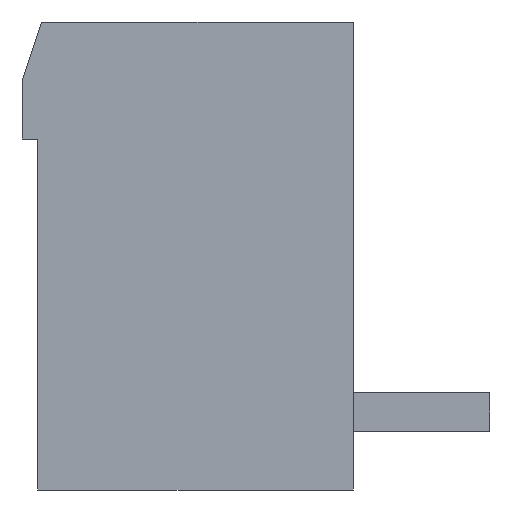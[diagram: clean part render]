
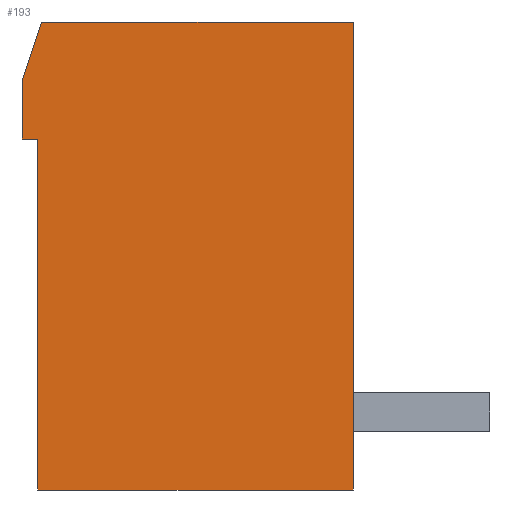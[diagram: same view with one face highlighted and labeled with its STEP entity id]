
A CAD part, left-side view. The second image highlights one B-rep face of the part: STEP entity #193.
In plain terms, the highlighted planar face has unit normal (-1, 0, 0).
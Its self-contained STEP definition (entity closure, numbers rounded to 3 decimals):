
#193=ADVANCED_FACE('3578',(#1134),#1135,.T.);
#1134=FACE_OUTER_BOUND('',#2928,.T.);
#1135=PLANE('',#2929);
#2928=EDGE_LOOP('',(#5104,#5105,#5106,#5107,#5108,#5109,#5110));
#2929=AXIS2_PLACEMENT_3D('',#5111,#5112,#5113);
#5104=ORIENTED_EDGE('',*,*,#12125,.T.);
#5105=ORIENTED_EDGE('',*,*,#12126,.T.);
#5106=ORIENTED_EDGE('',*,*,#12127,.F.);
#5107=ORIENTED_EDGE('',*,*,#12128,.T.);
#5108=ORIENTED_EDGE('',*,*,#12129,.F.);
#5109=ORIENTED_EDGE('',*,*,#11976,.F.);
#5110=ORIENTED_EDGE('',*,*,#12124,.T.);
#5111=CARTESIAN_POINT('',(-13.7,4.675,0.0));
#5112=DIRECTION('',(-1.0,0.0,0.0));
#5113=DIRECTION('',(0.0,0.0,1.0));
#11976=EDGE_CURVE('3892',#14354,#14356,#14357,.T.);
#12124=EDGE_CURVE('3890',#14354,#14594,#14596,.T.);
#12125=EDGE_CURVE('3895',#14594,#14597,#14598,.T.);
#12126=EDGE_CURVE('3880',#14597,#14599,#14600,.T.);
#12127=EDGE_CURVE('3881',#14601,#14599,#14602,.T.);
#12128=EDGE_CURVE('3884',#14601,#14603,#14604,.T.);
#12129=EDGE_CURVE('3868',#14356,#14603,#14605,.T.);
#14354=VERTEX_POINT('',#18268);
#14356=VERTEX_POINT('',#18271);
#14357=LINE('',#18272,#18273);
#14594=VERTEX_POINT('',#18678);
#14596=LINE('',#18681,#18682);
#14597=VERTEX_POINT('',#18683);
#14598=LINE('',#18684,#18685);
#14599=VERTEX_POINT('',#18686);
#14600=LINE('',#18687,#18688);
#14601=VERTEX_POINT('',#18689);
#14602=LINE('',#18690,#18691);
#14603=VERTEX_POINT('',#18692);
#14604=LINE('',#18693,#18694);
#14605=LINE('',#18695,#18696);
#18268=CARTESIAN_POINT('',(-13.7,4.175,0.0));
#18271=CARTESIAN_POINT('',(-13.7,-3.825,0.0));
#18272=CARTESIAN_POINT('',(-13.7,4.175,0.0));
#18273=VECTOR('',#24733,8.0);
#18678=CARTESIAN_POINT('',(-13.7,4.675,-1.5));
#18681=CARTESIAN_POINT('',(-13.7,4.175,0.0));
#18682=VECTOR('',#24927,1.581);
#18683=CARTESIAN_POINT('',(-13.7,4.675,-3.0));
#18684=CARTESIAN_POINT('',(-13.7,4.675,-1.5));
#18685=VECTOR('',#24928,1.5);
#18686=CARTESIAN_POINT('',(-13.7,4.275,-3.0));
#18687=CARTESIAN_POINT('',(-13.7,4.675,-3.0));
#18688=VECTOR('',#24929,0.4);
#18689=CARTESIAN_POINT('',(-13.7,4.275,-12.0));
#18690=CARTESIAN_POINT('',(-13.7,4.275,-12.0));
#18691=VECTOR('',#24930,9.0);
#18692=CARTESIAN_POINT('',(-13.7,-3.825,-12.0));
#18693=CARTESIAN_POINT('',(-13.7,4.275,-12.0));
#18694=VECTOR('',#24931,8.1);
#18695=CARTESIAN_POINT('',(-13.7,-3.825,0.0));
#18696=VECTOR('',#24932,12.0);
#24733=DIRECTION('',(0.0,-1.0,0.0));
#24927=DIRECTION('',(0.0,0.316,-0.949));
#24928=DIRECTION('',(0.0,0.0,-1.0));
#24929=DIRECTION('',(0.0,-1.0,0.0));
#24930=DIRECTION('',(0.0,0.0,1.0));
#24931=DIRECTION('',(0.0,-1.0,0.0));
#24932=DIRECTION('',(0.0,0.0,-1.0));
